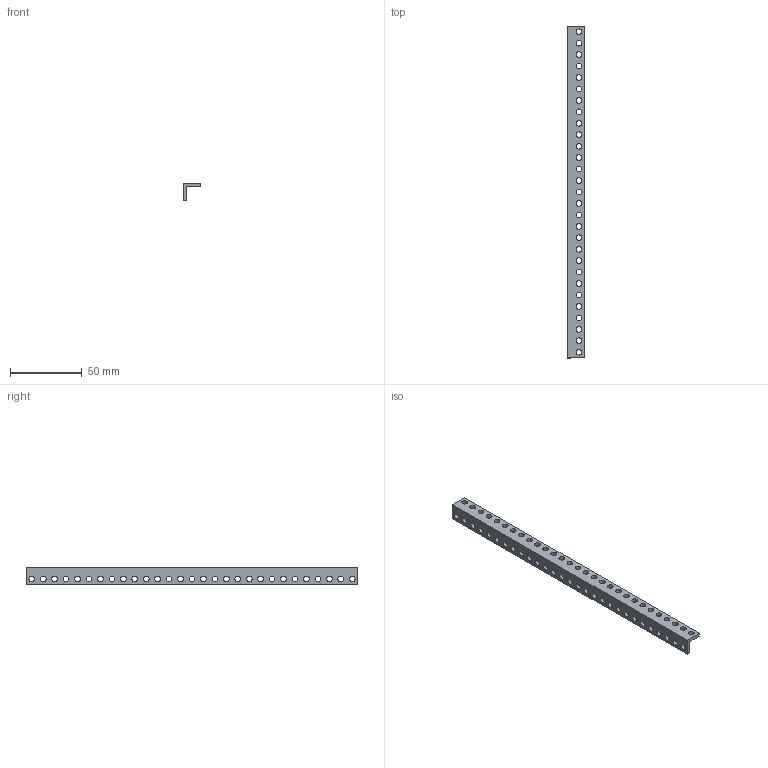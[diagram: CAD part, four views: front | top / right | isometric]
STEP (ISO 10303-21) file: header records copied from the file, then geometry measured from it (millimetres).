
FILE_DESCRIPTION (( 'STEP AP203' ), '1' );
FILE_NAME ('1103-0029-0232.STEP', '2017-03-30T14:28:02', ( '' ), ( '' ), 'SwSTEP 2.0', 'SolidWorks 2016', '' );
FILE_SCHEMA (( 'CONFIG_CONTROL_DESIGN' ));
Length unit declared in the file: millimetre
Products named in the file (1): 1103-0029-0232
Bounding box: 12 x 232 x 12 mm (x, y, z)
Volume: 10647.9 mm3; surface area: 11607.9 mm2
Topology: 1 solids, 1 shells, 124 faces, 366 edges, 244 vertices
Faces by surface type: cylinder 116, plane 8
Entity records: 4591 total; most frequent: DIRECTION 848, CARTESIAN_POINT 735, ORIENTED_EDGE 732, EDGE_CURVE 366, AXIS2_PLACEMENT_3D 357, VERTEX_POINT 244, EDGE_LOOP 240, CIRCLE 232
